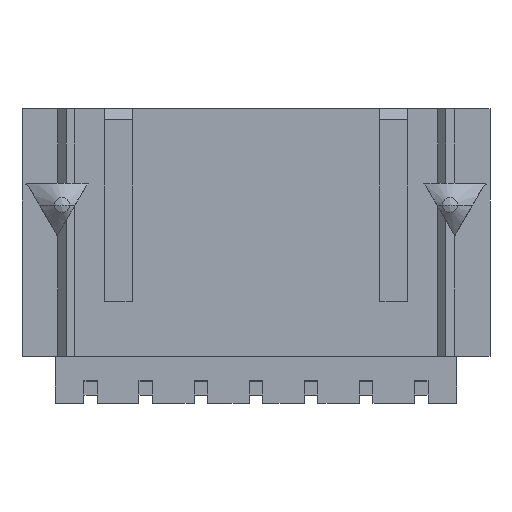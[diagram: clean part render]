
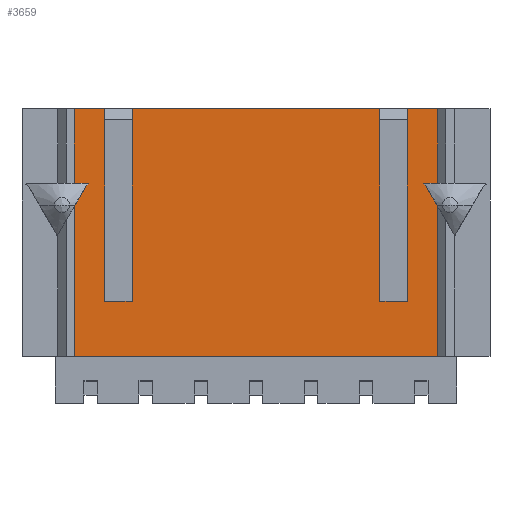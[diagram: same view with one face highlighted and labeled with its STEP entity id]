
A CAD part, front view. The second image highlights one B-rep face of the part: STEP entity #3659.
In plain terms, the highlighted planar face has unit normal (0, -1, 0).
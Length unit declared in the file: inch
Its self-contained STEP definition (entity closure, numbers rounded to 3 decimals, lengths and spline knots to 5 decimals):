
#13=DIRECTION('',(1.,0.,0.));
#14=VECTOR('',#13,0.66);
#15=CARTESIAN_POINT('',(-0.33,-0.1,-0.225));
#16=LINE('',#15,#14);
#145=DIRECTION('',(1.,0.,0.));
#146=VECTOR('',#145,0.02388);
#147=CARTESIAN_POINT('',(-0.33,-0.1,0.0895));
#148=LINE('',#147,#146);
#149=DIRECTION('',(0.,0.,1.));
#150=VECTOR('',#149,0.1355);
#151=CARTESIAN_POINT('',(-0.33,-0.1,0.0895));
#152=LINE('',#151,#150);
#153=DIRECTION('',(0.,0.,-1.));
#154=VECTOR('',#153,0.35);
#155=CARTESIAN_POINT('',(-0.275,-0.1,0.225));
#156=LINE('',#155,#154);
#157=DIRECTION('',(1.,0.,0.));
#158=VECTOR('',#157,0.05);
#159=CARTESIAN_POINT('',(-0.275,-0.1,-0.125));
#160=LINE('',#159,#158);
#161=DIRECTION('',(0.,0.,-1.));
#162=VECTOR('',#161,0.35);
#163=CARTESIAN_POINT('',(-0.225,-0.1,0.225));
#164=LINE('',#163,#162);
#165=DIRECTION('',(0.,0.,-1.));
#166=VECTOR('',#165,0.35);
#167=CARTESIAN_POINT('',(0.225,-0.1,0.225));
#168=LINE('',#167,#166);
#169=DIRECTION('',(1.,0.,0.));
#170=VECTOR('',#169,0.05);
#171=CARTESIAN_POINT('',(0.225,-0.1,-0.125));
#172=LINE('',#171,#170);
#173=DIRECTION('',(0.,0.,-1.));
#174=VECTOR('',#173,0.35);
#175=CARTESIAN_POINT('',(0.275,-0.1,0.225));
#176=LINE('',#175,#174);
#177=DIRECTION('',(0.,0.,1.));
#178=VECTOR('',#177,0.1355);
#179=CARTESIAN_POINT('',(0.33,-0.1,0.0895));
#180=LINE('',#179,#178);
#181=DIRECTION('',(-1.,0.,0.));
#182=VECTOR('',#181,0.02388);
#183=CARTESIAN_POINT('',(0.33,-0.1,0.0895));
#184=LINE('',#183,#182);
#185=DIRECTION('',(-0.865,0.,0.502));
#186=VECTOR('',#185,0.001);
#187=CARTESIAN_POINT('',(0.30612,-0.1,0.0895));
#188=LINE('',#187,#186);
#189=DIRECTION('',(-0.502,0.,-0.865));
#190=VECTOR('',#189,0.002);
#191=CARTESIAN_POINT('',(0.30526,-0.1,0.09));
#192=LINE('',#191,#190);
#193=DIRECTION('',(0.865,0.,-0.502));
#194=VECTOR('',#193,0.00418);
#195=CARTESIAN_POINT('',(0.30425,-0.1,0.08827));
#196=LINE('',#195,#194);
#197=DIRECTION('',(0.502,0.,-0.865));
#198=VECTOR('',#197,0.04411);
#199=CARTESIAN_POINT('',(0.30787,-0.1,0.08617));
#200=LINE('',#199,#198);
#201=DIRECTION('',(0.,0.,1.));
#202=VECTOR('',#201,0.27302);
#203=CARTESIAN_POINT('',(0.33,-0.1,-0.225));
#204=LINE('',#203,#202);
#205=DIRECTION('',(0.,0.,1.));
#206=VECTOR('',#205,0.27302);
#207=CARTESIAN_POINT('',(-0.33,-0.1,-0.225));
#208=LINE('',#207,#206);
#209=DIRECTION('',(-0.502,0.,-0.865));
#210=VECTOR('',#209,0.04411);
#211=CARTESIAN_POINT('',(-0.30787,-0.1,0.08617));
#212=LINE('',#211,#210);
#213=DIRECTION('',(-0.865,0.,-0.502));
#214=VECTOR('',#213,0.00418);
#215=CARTESIAN_POINT('',(-0.30425,-0.1,0.08827));
#216=LINE('',#215,#214);
#217=DIRECTION('',(0.502,0.,-0.865));
#218=VECTOR('',#217,0.002);
#219=CARTESIAN_POINT('',(-0.30526,-0.1,0.09));
#220=LINE('',#219,#218);
#221=DIRECTION('',(0.865,0.,0.502));
#222=VECTOR('',#221,0.001);
#223=CARTESIAN_POINT('',(-0.30612,-0.1,0.0895));
#224=LINE('',#223,#222);
#389=DIRECTION('',(1.,0.,0.));
#390=VECTOR('',#389,0.45);
#391=CARTESIAN_POINT('',(-0.225,-0.1,0.225));
#392=LINE('',#391,#390);
#405=DIRECTION('',(1.,0.,0.));
#406=VECTOR('',#405,0.055);
#407=CARTESIAN_POINT('',(-0.33,-0.1,0.225));
#408=LINE('',#407,#406);
#477=DIRECTION('',(1.,0.,0.));
#478=VECTOR('',#477,0.055);
#479=CARTESIAN_POINT('',(0.275,-0.1,0.225));
#480=LINE('',#479,#478);
#2841=CARTESIAN_POINT('',(-0.33,-0.1,-0.225));
#2842=CARTESIAN_POINT('',(0.33,-0.1,-0.225));
#2843=VERTEX_POINT('',#2841);
#2844=VERTEX_POINT('',#2842);
#2861=CARTESIAN_POINT('',(0.33,-0.1,0.225));
#2863=VERTEX_POINT('',#2861);
#2867=CARTESIAN_POINT('',(-0.33,-0.1,0.225));
#2868=VERTEX_POINT('',#2867);
#2929=CARTESIAN_POINT('',(0.225,-0.1,0.225));
#2931=VERTEX_POINT('',#2929);
#2933=CARTESIAN_POINT('',(0.275,-0.1,0.225));
#2935=VERTEX_POINT('',#2933);
#2937=CARTESIAN_POINT('',(-0.275,-0.1,0.225));
#2939=VERTEX_POINT('',#2937);
#2941=CARTESIAN_POINT('',(-0.225,-0.1,0.225));
#2943=VERTEX_POINT('',#2941);
#2945=CARTESIAN_POINT('',(-0.275,-0.1,-0.125));
#2946=CARTESIAN_POINT('',(-0.225,-0.1,-0.125));
#2947=VERTEX_POINT('',#2945);
#2948=VERTEX_POINT('',#2946);
#2949=CARTESIAN_POINT('',(0.225,-0.1,-0.125));
#2950=CARTESIAN_POINT('',(0.275,-0.1,-0.125));
#2951=VERTEX_POINT('',#2949);
#2952=VERTEX_POINT('',#2950);
#2993=CARTESIAN_POINT('',(0.33,-0.1,0.0895));
#2994=CARTESIAN_POINT('',(0.30612,-0.1,0.0895));
#2995=VERTEX_POINT('',#2993);
#2996=VERTEX_POINT('',#2994);
#2997=CARTESIAN_POINT('',(0.30787,-0.1,0.08617));
#2998=CARTESIAN_POINT('',(0.33,-0.1,0.04802));
#2999=VERTEX_POINT('',#2997);
#3000=VERTEX_POINT('',#2998);
#3007=CARTESIAN_POINT('',(0.30526,-0.1,0.09));
#3008=VERTEX_POINT('',#3007);
#3009=CARTESIAN_POINT('',(0.30425,-0.1,0.08827));
#3010=VERTEX_POINT('',#3009);
#3083=CARTESIAN_POINT('',(-0.33,-0.1,0.0895));
#3084=CARTESIAN_POINT('',(-0.30612,-0.1,0.0895));
#3085=VERTEX_POINT('',#3083);
#3086=VERTEX_POINT('',#3084);
#3087=CARTESIAN_POINT('',(-0.30787,-0.1,0.08617));
#3088=CARTESIAN_POINT('',(-0.33,-0.1,0.04802));
#3089=VERTEX_POINT('',#3087);
#3090=VERTEX_POINT('',#3088);
#3119=CARTESIAN_POINT('',(-0.30526,-0.1,0.09));
#3120=VERTEX_POINT('',#3119);
#3121=CARTESIAN_POINT('',(-0.30425,-0.1,0.08827));
#3122=VERTEX_POINT('',#3121);
#3605=CARTESIAN_POINT('',(-0.425,-0.1,-0.225));
#3606=DIRECTION('',(0.,-1.,0.));
#3607=DIRECTION('',(1.,0.,0.));
#3608=AXIS2_PLACEMENT_3D('',#3605,#3606,#3607);
#3609=PLANE('',#3608);
#3611=ORIENTED_EDGE('',*,*,#3610,.F.);
#3613=ORIENTED_EDGE('',*,*,#3612,.T.);
#3615=ORIENTED_EDGE('',*,*,#3614,.T.);
#3617=ORIENTED_EDGE('',*,*,#3616,.T.);
#3619=ORIENTED_EDGE('',*,*,#3618,.T.);
#3621=ORIENTED_EDGE('',*,*,#3620,.F.);
#3623=ORIENTED_EDGE('',*,*,#3622,.T.);
#3625=ORIENTED_EDGE('',*,*,#3624,.T.);
#3627=ORIENTED_EDGE('',*,*,#3626,.T.);
#3629=ORIENTED_EDGE('',*,*,#3628,.F.);
#3631=ORIENTED_EDGE('',*,*,#3630,.T.);
#3633=ORIENTED_EDGE('',*,*,#3632,.F.);
#3635=ORIENTED_EDGE('',*,*,#3634,.T.);
#3637=ORIENTED_EDGE('',*,*,#3636,.T.);
#3639=ORIENTED_EDGE('',*,*,#3638,.T.);
#3641=ORIENTED_EDGE('',*,*,#3640,.T.);
#3643=ORIENTED_EDGE('',*,*,#3642,.T.);
#3645=ORIENTED_EDGE('',*,*,#3644,.F.);
#3646=ORIENTED_EDGE('',*,*,#3508,.F.);
#3648=ORIENTED_EDGE('',*,*,#3647,.T.);
#3650=ORIENTED_EDGE('',*,*,#3649,.F.);
#3652=ORIENTED_EDGE('',*,*,#3651,.F.);
#3654=ORIENTED_EDGE('',*,*,#3653,.F.);
#3656=ORIENTED_EDGE('',*,*,#3655,.F.);
#3657=EDGE_LOOP('',(#3611,#3613,#3615,#3617,#3619,#3621,#3623,#3625,#3627,#3629,
#3631,#3633,#3635,#3637,#3639,#3641,#3643,#3645,#3646,#3648,#3650,#3652,#3654,
#3656));
#3658=FACE_OUTER_BOUND('',#3657,.F.);
#3659=ADVANCED_FACE('',(#3658),#3609,.T.);
#3508=EDGE_CURVE('',#2843,#2844,#16,.T.);
#3610=EDGE_CURVE('',#3085,#3086,#148,.T.);
#3612=EDGE_CURVE('',#3085,#2868,#152,.T.);
#3614=EDGE_CURVE('',#2868,#2939,#408,.T.);
#3616=EDGE_CURVE('',#2939,#2947,#156,.T.);
#3618=EDGE_CURVE('',#2947,#2948,#160,.T.);
#3620=EDGE_CURVE('',#2943,#2948,#164,.T.);
#3622=EDGE_CURVE('',#2943,#2931,#392,.T.);
#3624=EDGE_CURVE('',#2931,#2951,#168,.T.);
#3626=EDGE_CURVE('',#2951,#2952,#172,.T.);
#3628=EDGE_CURVE('',#2935,#2952,#176,.T.);
#3630=EDGE_CURVE('',#2935,#2863,#480,.T.);
#3632=EDGE_CURVE('',#2995,#2863,#180,.T.);
#3634=EDGE_CURVE('',#2995,#2996,#184,.T.);
#3636=EDGE_CURVE('',#2996,#3008,#188,.T.);
#3638=EDGE_CURVE('',#3008,#3010,#192,.T.);
#3640=EDGE_CURVE('',#3010,#2999,#196,.T.);
#3642=EDGE_CURVE('',#2999,#3000,#200,.T.);
#3644=EDGE_CURVE('',#2844,#3000,#204,.T.);
#3647=EDGE_CURVE('',#2843,#3090,#208,.T.);
#3649=EDGE_CURVE('',#3089,#3090,#212,.T.);
#3651=EDGE_CURVE('',#3122,#3089,#216,.T.);
#3653=EDGE_CURVE('',#3120,#3122,#220,.T.);
#3655=EDGE_CURVE('',#3086,#3120,#224,.T.);
